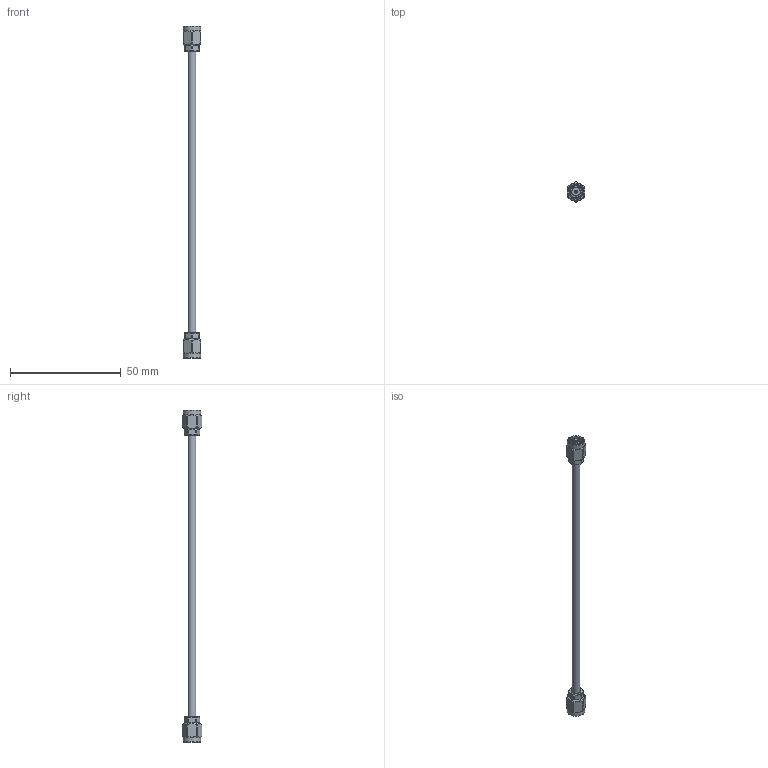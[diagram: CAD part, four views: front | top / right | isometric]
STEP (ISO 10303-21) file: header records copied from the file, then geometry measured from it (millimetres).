
FILE_DESCRIPTION (( 'STEP AP203' ), '1' );
FILE_NAME ('FMCA1060_3D.step', '2022-06-14T17:17:16', ( '' ), ( '' ), 'SwSTEP 2.0', 'SolidWorks 2021', '' );
FILE_SCHEMA (( 'CONFIG_CONTROL_DESIGN' ));
Length unit declared in the file: inch
Products named in the file (3): FM-SR141ALTN-STR^FMCA1060_FM141FLEX; FMCN1279^FMCA1060; FMCA1060_3D
Assembly tree (3 placements, depth 2):
  FMCA1060_3D
    FM-SR141ALTN-STR^FMCA1060_FM141FLEX
    FMCN1279^FMCA1060  x2
Bounding box: 7.94 x 8.94 x 149.59 mm (x, y, z)
Volume: 2083.9 mm3; surface area: 2592.8 mm2
Topology: 3 solids, 3 shells, 137 faces, 323 edges, 206 vertices
Faces by surface type: cylinder 47, plane 44, cone 36, bspline 6, torus 4
Full cylindrical faces by diameter (mm): 0.94 x2, 1.448 x2, 3.581 x3, 4.064 x2, 4.827 x2, 6.35 x8, 7.812 x2
Entity records: 3086 total; most frequent: CARTESIAN_POINT 1417, DIRECTION 280, ORIENTED_EDGE 258, EDGE_CURVE 129, AXIS2_PLACEMENT_3D 128, VERTEX_POINT 89, EDGE_LOOP 88, FACE_OUTER_BOUND 76
